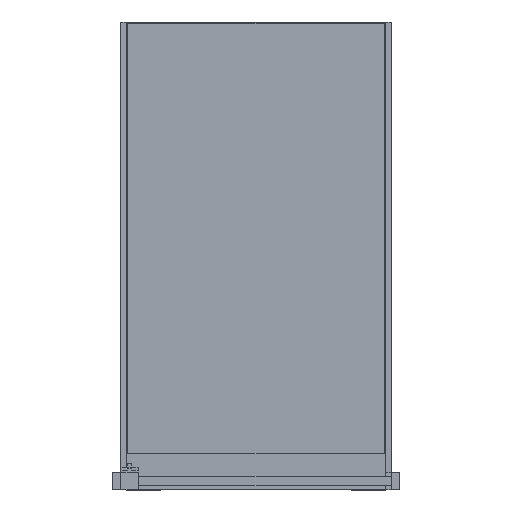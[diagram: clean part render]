
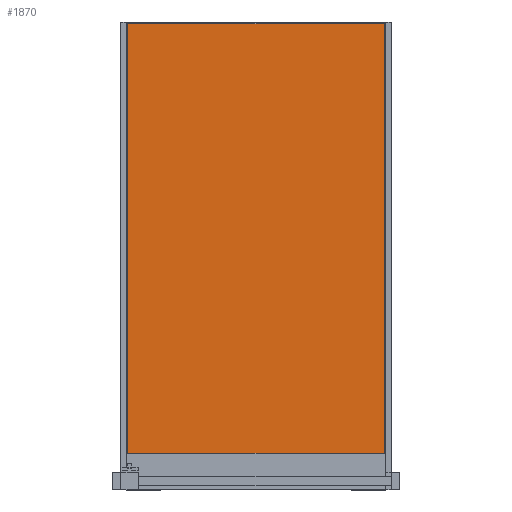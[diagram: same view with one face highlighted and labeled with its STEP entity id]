
A CAD part, top view. The second image highlights one B-rep face of the part: STEP entity #1870.
In plain terms, the highlighted face is planar.
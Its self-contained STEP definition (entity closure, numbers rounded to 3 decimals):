
#154=FACE_OUTER_BOUND('',#255,.T.);
#255=EDGE_LOOP('',(#1670,#1671,#1672,#1673));
#498=LINE('',#3012,#749);
#501=LINE('',#3018,#752);
#504=LINE('',#3024,#755);
#507=LINE('',#3028,#758);
#749=VECTOR('',#2479,10.);
#752=VECTOR('',#2484,10.);
#755=VECTOR('',#2489,10.);
#758=VECTOR('',#2494,10.);
#919=VERTEX_POINT('',#3009);
#920=VERTEX_POINT('',#3011);
#922=VERTEX_POINT('',#3017);
#924=VERTEX_POINT('',#3023);
#1166=EDGE_CURVE('',#920,#919,#498,.T.);
#1169=EDGE_CURVE('',#922,#920,#501,.T.);
#1172=EDGE_CURVE('',#924,#922,#504,.T.);
#1175=EDGE_CURVE('',#919,#924,#507,.T.);
#1670=ORIENTED_EDGE('',*,*,#1175,.T.);
#1671=ORIENTED_EDGE('',*,*,#1172,.T.);
#1672=ORIENTED_EDGE('',*,*,#1169,.T.);
#1673=ORIENTED_EDGE('',*,*,#1166,.T.);
#1773=PLANE('',#2034);
#1870=ADVANCED_FACE('',(#154),#1773,.T.);
#2034=AXIS2_PLACEMENT_3D('',#3029,#2495,#2496);
#2479=DIRECTION('',(0.,0.,-1.));
#2484=DIRECTION('',(1.,0.,0.));
#2489=DIRECTION('',(0.,0.,1.));
#2494=DIRECTION('',(-1.,0.,0.));
#2495=DIRECTION('center_axis',(0.,1.,0.));
#2496=DIRECTION('ref_axis',(0.,0.,1.));
#3009=CARTESIAN_POINT('',(-0.1,12.2,30.1));
#3011=CARTESIAN_POINT('',(-0.1,12.2,44.9));
#3012=CARTESIAN_POINT('',(-0.1,12.2,30.1));
#3017=CARTESIAN_POINT('',(-24.9,12.2,44.9));
#3018=CARTESIAN_POINT('',(-0.1,12.2,44.9));
#3023=CARTESIAN_POINT('',(-24.9,12.2,30.1));
#3024=CARTESIAN_POINT('',(-24.9,12.2,44.9));
#3028=CARTESIAN_POINT('',(-24.9,12.2,30.1));
#3029=CARTESIAN_POINT('Origin',(-12.5,12.2,37.5));
